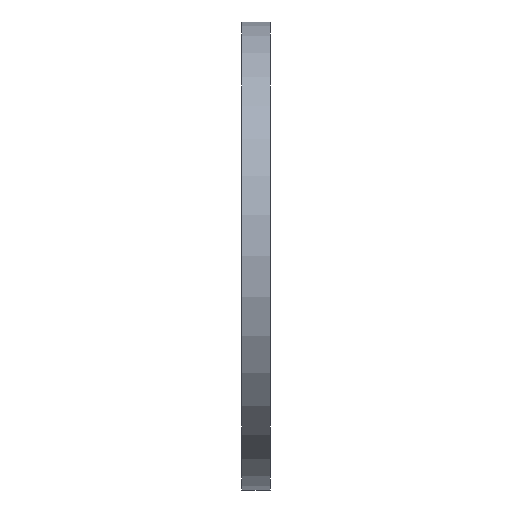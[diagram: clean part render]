
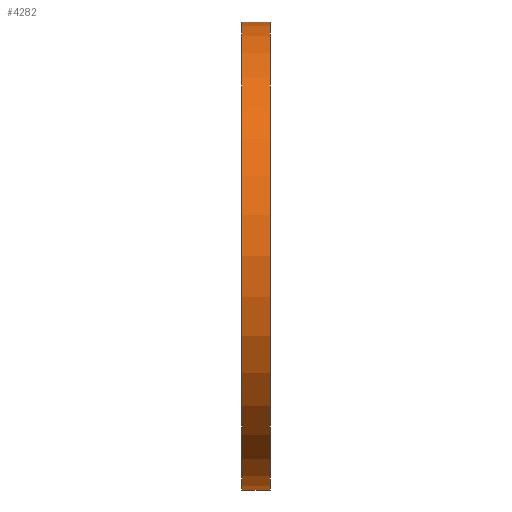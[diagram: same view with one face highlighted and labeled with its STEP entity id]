
A CAD part, left-side view. The second image highlights one B-rep face of the part: STEP entity #4282.
In plain terms, the highlighted cylindrical face has radius 50 mm (diameter 100 mm), a partial arc.
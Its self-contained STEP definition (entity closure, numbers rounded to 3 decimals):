
#126 = AXIS2_PLACEMENT_3D ( 'NONE', #6975, #3509, #1589 ) ;
#702 = CARTESIAN_POINT ( 'NONE',  ( 0., 6., 0. ) ) ;
#1589 = DIRECTION ( 'NONE',  ( 0., 0., 1. ) ) ;
#1828 = VECTOR ( 'NONE', #4581, 1000. ) ;
#1834 = DIRECTION ( 'NONE',  ( 0., -1., 0. ) ) ;
#1987 = CARTESIAN_POINT ( 'NONE',  ( 0., 0., -50. ) ) ;
#2293 = CARTESIAN_POINT ( 'NONE',  ( 0., 0., 50. ) ) ;
#2386 = CIRCLE ( 'NONE', #7278, 50. ) ;
#2795 = DIRECTION ( 'NONE',  ( 0., -1., 0. ) ) ;
#3091 = EDGE_CURVE ( 'NONE', #7416, #10090, #5344, .T. ) ;
#3240 = VECTOR ( 'NONE', #1834, 1000. ) ;
#3460 = ORIENTED_EDGE ( 'NONE', *, *, #4236, .F. ) ;
#3509 = DIRECTION ( 'NONE',  ( 0., 1., 0. ) ) ;
#3677 = FACE_OUTER_BOUND ( 'NONE', #6580, .T. ) ;
#3946 = CARTESIAN_POINT ( 'NONE',  ( 0., 6., -50. ) ) ;
#4161 = EDGE_CURVE ( 'NONE', #10090, #4607, #6036, .T. ) ;
#4236 = EDGE_CURVE ( 'NONE', #10061, #4607, #10391, .T. ) ;
#4282 = ADVANCED_FACE ( 'NONE', ( #3677 ), #10550, .T. ) ;
#4344 = DIRECTION ( 'NONE',  ( 0., 0., 1. ) ) ;
#4581 = DIRECTION ( 'NONE',  ( 0., -1., 0. ) ) ;
#4607 = VERTEX_POINT ( 'NONE', #2293 ) ;
#4624 = CARTESIAN_POINT ( 'NONE',  ( 0., 6., 50. ) ) ;
#4672 = CARTESIAN_POINT ( 'NONE',  ( 0., 6., 50. ) ) ;
#4673 = EDGE_CURVE ( 'NONE', #7416, #10061, #2386, .T. ) ;
#4681 = ORIENTED_EDGE ( 'NONE', *, *, #3091, .T. ) ;
#5206 = DIRECTION ( 'NONE',  ( 0., 1., 0. ) ) ;
#5344 = LINE ( 'NONE', #10942, #1828 ) ;
#5488 = DIRECTION ( 'NONE',  ( 0., 0., -1. ) ) ;
#6036 = CIRCLE ( 'NONE', #126, 50. ) ;
#6580 = EDGE_LOOP ( 'NONE', ( #3460, #7968, #4681, #8942 ) ) ;
#6975 = CARTESIAN_POINT ( 'NONE',  ( 0., 0., 0. ) ) ;
#7278 = AXIS2_PLACEMENT_3D ( 'NONE', #702, #5206, #4344 ) ;
#7416 = VERTEX_POINT ( 'NONE', #3946 ) ;
#7968 = ORIENTED_EDGE ( 'NONE', *, *, #4673, .F. ) ;
#8776 = AXIS2_PLACEMENT_3D ( 'NONE', #10830, #2795, #5488 ) ;
#8942 = ORIENTED_EDGE ( 'NONE', *, *, #4161, .T. ) ;
#10061 = VERTEX_POINT ( 'NONE', #4624 ) ;
#10090 = VERTEX_POINT ( 'NONE', #1987 ) ;
#10391 = LINE ( 'NONE', #4672, #3240 ) ;
#10550 = CYLINDRICAL_SURFACE ( 'NONE', #8776, 50. ) ;
#10830 = CARTESIAN_POINT ( 'NONE',  ( 0., 6., 0. ) ) ;
#10942 = CARTESIAN_POINT ( 'NONE',  ( 0., 6., -50. ) ) ;
